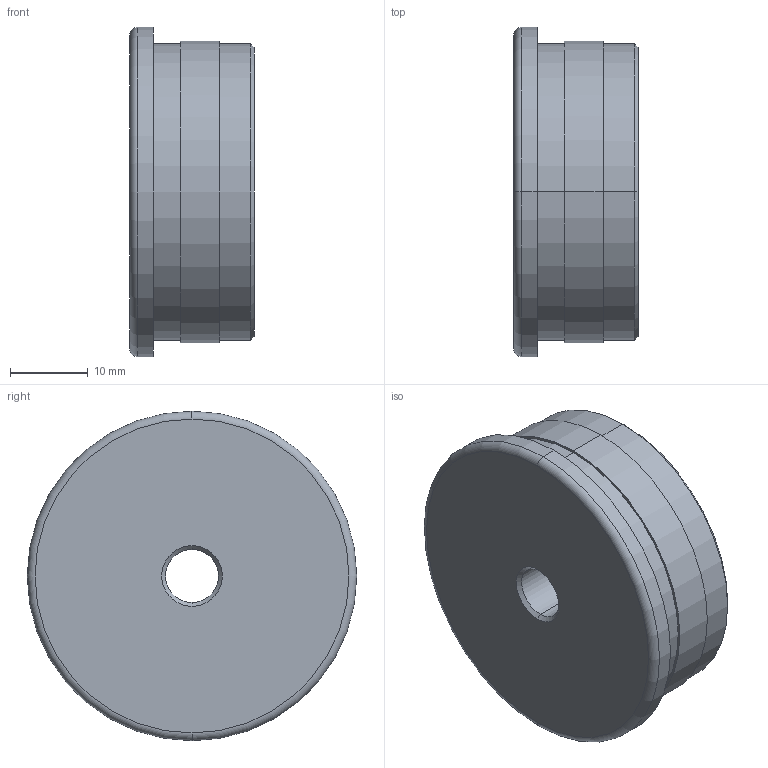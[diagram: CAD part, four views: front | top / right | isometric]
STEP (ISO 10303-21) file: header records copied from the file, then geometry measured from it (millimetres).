
FILE_DESCRIPTION (( 'STEP AP203' ), '1' );
FILE_NAME ('A_5736-242.STEP', '2018-12-18T14:20:10', ( '' ), ( '' ), 'SwSTEP 2.0', 'SolidWorks 2013', '' );
FILE_SCHEMA (( 'CONFIG_CONTROL_DESIGN' ));
Length unit declared in the file: millimetre
Products named in the file (1): A_5736-242
Bounding box: 16 x 42.4 x 42.4 mm (x, y, z)
Volume: 7743.5 mm3; surface area: 6789.8 mm2
Topology: 1 solids, 1 shells, 48 faces, 118 edges, 76 vertices
Faces by surface type: plane 22, cylinder 14, cone 6, torus 6
Entity records: 1557 total; most frequent: CARTESIAN_POINT 299, DIRECTION 266, ORIENTED_EDGE 236, EDGE_CURVE 118, AXIS2_PLACEMENT_3D 107, VERTEX_POINT 76, CIRCLE 58, EDGE_LOOP 54
